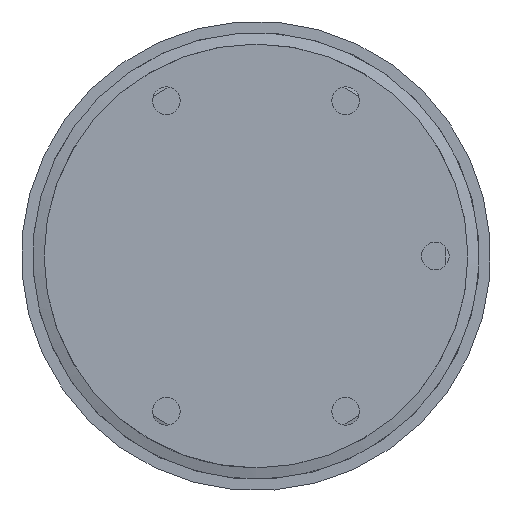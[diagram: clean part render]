
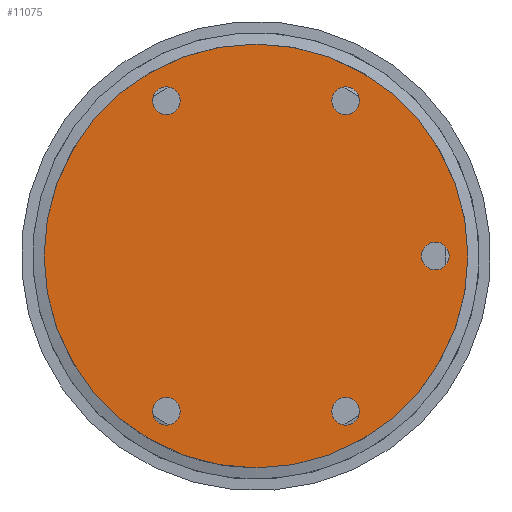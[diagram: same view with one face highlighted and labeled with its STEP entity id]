
A CAD part, front view. The second image highlights one B-rep face of the part: STEP entity #11075.
In plain terms, the highlighted planar face has unit normal (0, -1, 0).
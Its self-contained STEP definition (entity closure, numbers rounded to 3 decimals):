
#324=FACE_BOUND('',#1943,.T.);
#325=FACE_BOUND('',#1944,.T.);
#326=FACE_BOUND('',#1945,.T.);
#327=FACE_BOUND('',#1946,.T.);
#328=FACE_BOUND('',#1947,.T.);
#359=PLANE('',#11890);
#511=CIRCLE('',#11881,4.25);
#512=CIRCLE('',#11883,4.25);
#513=CIRCLE('',#11885,4.25);
#514=CIRCLE('',#11887,4.25);
#515=CIRCLE('',#11889,4.25);
#516=CIRCLE('',#11891,65.);
#1226=FACE_OUTER_BOUND('',#1942,.T.);
#1942=EDGE_LOOP('',(#7365));
#1943=EDGE_LOOP('',(#7366));
#1944=EDGE_LOOP('',(#7367));
#1945=EDGE_LOOP('',(#7368));
#1946=EDGE_LOOP('',(#7369));
#1947=EDGE_LOOP('',(#7370));
#4206=VERTEX_POINT('',#17107);
#4207=VERTEX_POINT('',#17111);
#4208=VERTEX_POINT('',#17115);
#4209=VERTEX_POINT('',#17119);
#4210=VERTEX_POINT('',#17123);
#4211=VERTEX_POINT('',#17127);
#5372=EDGE_CURVE('',#4206,#4206,#511,.T.);
#5374=EDGE_CURVE('',#4207,#4207,#512,.T.);
#5376=EDGE_CURVE('',#4208,#4208,#513,.T.);
#5378=EDGE_CURVE('',#4209,#4209,#514,.T.);
#5380=EDGE_CURVE('',#4210,#4210,#515,.T.);
#5381=EDGE_CURVE('',#4211,#4211,#516,.T.);
#7365=ORIENTED_EDGE('',*,*,#5381,.F.);
#7366=ORIENTED_EDGE('',*,*,#5372,.T.);
#7367=ORIENTED_EDGE('',*,*,#5374,.T.);
#7368=ORIENTED_EDGE('',*,*,#5376,.T.);
#7369=ORIENTED_EDGE('',*,*,#5378,.T.);
#7370=ORIENTED_EDGE('',*,*,#5380,.T.);
#11075=ADVANCED_FACE('',(#1226,#324,#325,#326,#327,#328),#359,.T.);
#11881=AXIS2_PLACEMENT_3D('',#17109,#13512,#13513);
#11883=AXIS2_PLACEMENT_3D('',#17113,#13517,#13518);
#11885=AXIS2_PLACEMENT_3D('',#17117,#13522,#13523);
#11887=AXIS2_PLACEMENT_3D('',#17121,#13527,#13528);
#11889=AXIS2_PLACEMENT_3D('',#17125,#13532,#13533);
#11890=AXIS2_PLACEMENT_3D('',#17126,#13534,#13535);
#11891=AXIS2_PLACEMENT_3D('',#17128,#13536,#13537);
#13512=DIRECTION('center_axis',(0.,1.,0.));
#13513=DIRECTION('ref_axis',(0.,0.,
1.));
#13517=DIRECTION('center_axis',(0.,1.,0.));
#13518=DIRECTION('ref_axis',(0.,0.,
1.));
#13522=DIRECTION('center_axis',(0.,1.,0.));
#13523=DIRECTION('ref_axis',(0.,0.,
1.));
#13527=DIRECTION('center_axis',(0.,1.,0.));
#13528=DIRECTION('ref_axis',(0.,0.,
1.));
#13532=DIRECTION('center_axis',(0.,1.,0.));
#13533=DIRECTION('ref_axis',(0.,0.,
1.));
#13534=DIRECTION('center_axis',(0.,-1.,0.));
#13535=DIRECTION('ref_axis',(0.,0.,
-1.));
#13536=DIRECTION('center_axis',(0.,1.,0.));
#13537=DIRECTION('ref_axis',(0.,0.,
1.));
#17107=CARTESIAN_POINT('',(-27.5,0.,-51.881));
#17109=CARTESIAN_POINT('Origin',(-27.5,0.,-47.631));
#17111=CARTESIAN_POINT('',(27.5,0.,43.381));
#17113=CARTESIAN_POINT('Origin',(27.5,0.,47.631));
#17115=CARTESIAN_POINT('',(55.,0.,-4.25));
#17117=CARTESIAN_POINT('Origin',(55.,0.,0.));
#17119=CARTESIAN_POINT('',(-27.5,0.,43.381));
#17121=CARTESIAN_POINT('Origin',(-27.5,0.,47.631));
#17123=CARTESIAN_POINT('',(27.5,0.,-51.881));
#17125=CARTESIAN_POINT('Origin',(27.5,0.,-47.631));
#17126=CARTESIAN_POINT('Origin',(0.,0.,
65.));
#17127=CARTESIAN_POINT('',(0.,0.,-65.));
#17128=CARTESIAN_POINT('Origin',(0.,0.,
0.));
